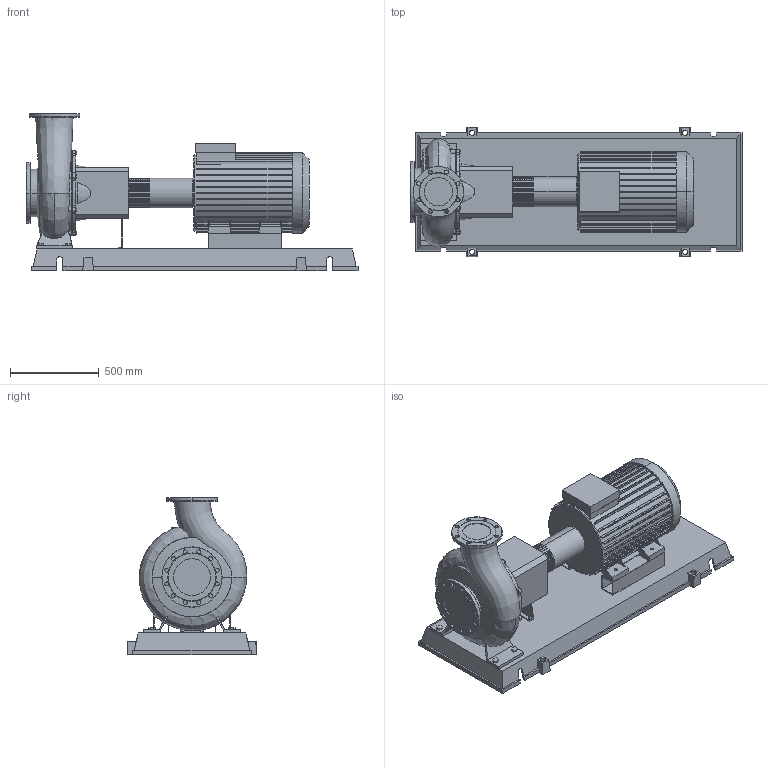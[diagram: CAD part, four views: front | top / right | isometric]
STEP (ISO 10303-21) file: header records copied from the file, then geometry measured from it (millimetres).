
FILE_DESCRIPTION((''),'2;1');
FILE_NAME('3d_NL150_400-45-4-12-4109455.stp','2015-03-03T07:30:08',(''),(''),'Mechanical Desktop 2009','Mechanical Desktop 2009',', , ');
FILE_SCHEMA(('CONFIG_CONTROL_DESIGN'));
Length unit declared in the file: millimetre
Products named in the file (1): Product
Bounding box: 1870 x 730 x 888 mm (x, y, z)
Volume: 217289786.8 mm3; surface area: 8469166.5 mm2
Topology: 13 solids, 13 shells, 925 faces, 2427 edges, 1595 vertices
Faces by surface type: plane 470, cylinder 266, bspline 161, cone 14, torus 14
Entity records: 33170 total; most frequent: CARTESIAN_POINT 10070, ORIENTED_EDGE 4856, DIRECTION 4647, EDGE_CURVE 2428, VERTEX_POINT 1594, AXIS2_PLACEMENT_3D 1562, VECTOR 1523, LINE 1523
